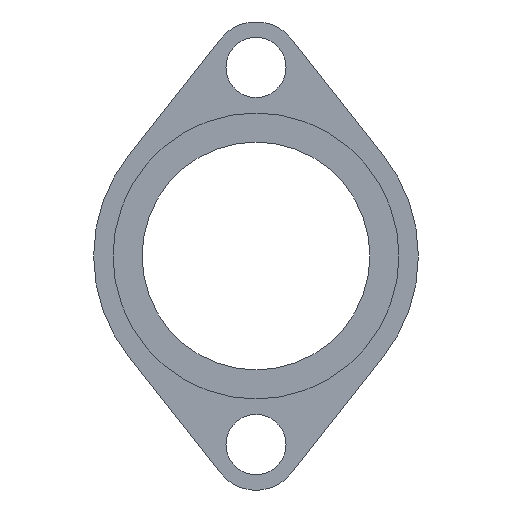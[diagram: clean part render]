
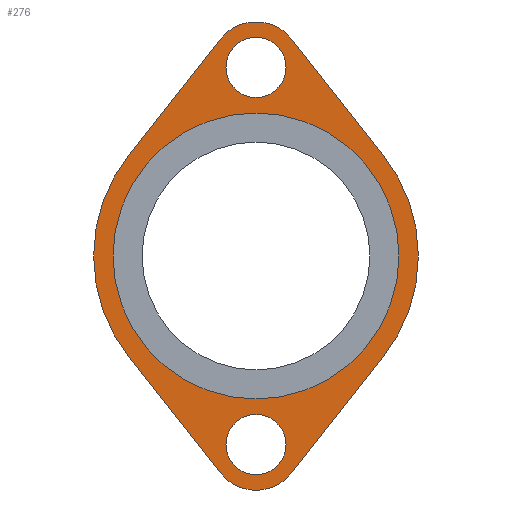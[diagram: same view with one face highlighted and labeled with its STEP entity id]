
A CAD part, front view. The second image highlights one B-rep face of the part: STEP entity #276.
In plain terms, the highlighted planar face has unit normal (0, -1, 0).
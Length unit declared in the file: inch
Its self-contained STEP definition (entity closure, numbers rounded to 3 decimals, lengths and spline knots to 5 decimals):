
#19=FACE_BOUND('',#63,.T.);
#20=FACE_BOUND('',#64,.T.);
#21=FACE_BOUND('',#65,.T.);
#28=PLANE('',#329);
#43=FACE_OUTER_BOUND('',#62,.T.);
#62=EDGE_LOOP('',(#243,#244,#245,#246,#247,#248,#249,#250));
#63=EDGE_LOOP('',(#251));
#64=EDGE_LOOP('',(#252));
#65=EDGE_LOOP('',(#253));
#70=LINE('',#443,#90);
#75=LINE('',#457,#95);
#79=LINE('',#469,#99);
#83=LINE('',#481,#103);
#90=VECTOR('',#364,0.3937);
#95=VECTOR('',#377,0.3937);
#99=VECTOR('',#389,0.3937);
#103=VECTOR('',#401,0.3937);
#106=CIRCLE('',#300,0.13189);
#108=CIRCLE('',#303,0.13189);
#110=CIRCLE('',#306,0.6275);
#114=CIRCLE('',#314,0.2);
#116=CIRCLE('',#318,0.7125);
#118=CIRCLE('',#322,0.2);
#120=CIRCLE('',#326,0.7125);
#122=VERTEX_POINT('',#416);
#124=VERTEX_POINT('',#422);
#126=VERTEX_POINT('',#428);
#130=VERTEX_POINT('',#441);
#131=VERTEX_POINT('',#442);
#134=VERTEX_POINT('',#450);
#136=VERTEX_POINT('',#456);
#138=VERTEX_POINT('',#462);
#140=VERTEX_POINT('',#468);
#142=VERTEX_POINT('',#474);
#144=VERTEX_POINT('',#480);
#146=EDGE_CURVE('',#122,#122,#106,.T.);
#149=EDGE_CURVE('',#124,#124,#108,.T.);
#152=EDGE_CURVE('',#126,#126,#110,.T.);
#158=EDGE_CURVE('',#130,#131,#70,.T.);
#162=EDGE_CURVE('',#134,#130,#114,.T.);
#165=EDGE_CURVE('',#136,#134,#75,.T.);
#168=EDGE_CURVE('',#138,#136,#116,.T.);
#171=EDGE_CURVE('',#140,#138,#79,.T.);
#174=EDGE_CURVE('',#142,#140,#118,.T.);
#177=EDGE_CURVE('',#144,#142,#83,.T.);
#180=EDGE_CURVE('',#131,#144,#120,.T.);
#243=ORIENTED_EDGE('',*,*,#180,.F.);
#244=ORIENTED_EDGE('',*,*,#158,.F.);
#245=ORIENTED_EDGE('',*,*,#162,.F.);
#246=ORIENTED_EDGE('',*,*,#165,.F.);
#247=ORIENTED_EDGE('',*,*,#168,.F.);
#248=ORIENTED_EDGE('',*,*,#171,.F.);
#249=ORIENTED_EDGE('',*,*,#174,.F.);
#250=ORIENTED_EDGE('',*,*,#177,.F.);
#251=ORIENTED_EDGE('',*,*,#146,.T.);
#252=ORIENTED_EDGE('',*,*,#149,.T.);
#253=ORIENTED_EDGE('',*,*,#152,.T.);
#276=ADVANCED_FACE('',(#43,#19,#20,#21),#28,.F.);
#300=AXIS2_PLACEMENT_3D('',#417,#334,#335);
#303=AXIS2_PLACEMENT_3D('',#423,#341,#342);
#306=AXIS2_PLACEMENT_3D('',#429,#348,#349);
#314=AXIS2_PLACEMENT_3D('',#451,#370,#371);
#318=AXIS2_PLACEMENT_3D('',#463,#382,#383);
#322=AXIS2_PLACEMENT_3D('',#475,#394,#395);
#326=AXIS2_PLACEMENT_3D('',#486,#406,#407);
#329=AXIS2_PLACEMENT_3D('',#489,#412,#413);
#334=DIRECTION('center_axis',(0.,1.,0.));
#335=DIRECTION('ref_axis',(-1.,0.,0.));
#341=DIRECTION('center_axis',(0.,1.,0.));
#342=DIRECTION('ref_axis',(-1.,0.,0.));
#348=DIRECTION('center_axis',(0.,1.,0.));
#349=DIRECTION('ref_axis',(-1.,0.,0.));
#364=DIRECTION('',(0.619,0.,-0.785));
#370=DIRECTION('center_axis',(0.,1.,0.));
#371=DIRECTION('ref_axis',(-0.785,0.,0.619));
#377=DIRECTION('',(0.619,0.,0.785));
#382=DIRECTION('center_axis',(0.,1.,0.));
#383=DIRECTION('ref_axis',(-0.785,0.,-0.619));
#389=DIRECTION('',(-0.619,0.,0.785));
#394=DIRECTION('center_axis',(0.,1.,0.));
#395=DIRECTION('ref_axis',(0.785,0.,-0.619));
#401=DIRECTION('',(-0.619,0.,-0.785));
#406=DIRECTION('center_axis',(0.,1.,0.));
#407=DIRECTION('ref_axis',(0.785,0.,0.619));
#412=DIRECTION('center_axis',(0.,1.,0.));
#413=DIRECTION('ref_axis',(0.,0.,1.));
#416=CARTESIAN_POINT('',(0.13189,0.,0.8275));
#417=CARTESIAN_POINT('Origin',(0.,0.,0.8275));
#422=CARTESIAN_POINT('',(0.13189,0.,-0.8275));
#423=CARTESIAN_POINT('Origin',(0.,0.,-0.8275));
#428=CARTESIAN_POINT('',(0.6275,0.,0.));
#429=CARTESIAN_POINT('Origin',(0.,0.,0.));
#441=CARTESIAN_POINT('',(0.15703,0.,0.95137));
#442=CARTESIAN_POINT('',(0.5594,0.,0.44128));
#443=CARTESIAN_POINT('',(0.15703,0.,0.95137));
#450=CARTESIAN_POINT('',(-0.15703,0.,0.95137));
#451=CARTESIAN_POINT('Origin',(0.,0.,0.8275));
#456=CARTESIAN_POINT('',(-0.5594,0.,0.44128));
#457=CARTESIAN_POINT('',(-0.5594,0.,0.44128));
#462=CARTESIAN_POINT('',(-0.5594,0.,-0.44128));
#463=CARTESIAN_POINT('Origin',(0.,0.,0.));
#468=CARTESIAN_POINT('',(-0.15703,0.,-0.95137));
#469=CARTESIAN_POINT('',(-0.15703,0.,-0.95137));
#474=CARTESIAN_POINT('',(0.15703,0.,-0.95137));
#475=CARTESIAN_POINT('Origin',(0.,0.,-0.8275));
#480=CARTESIAN_POINT('',(0.5594,0.,-0.44128));
#481=CARTESIAN_POINT('',(0.5594,0.,-0.44128));
#486=CARTESIAN_POINT('Origin',(0.,0.,0.));
#489=CARTESIAN_POINT('Origin',(0.,0.,0.));
